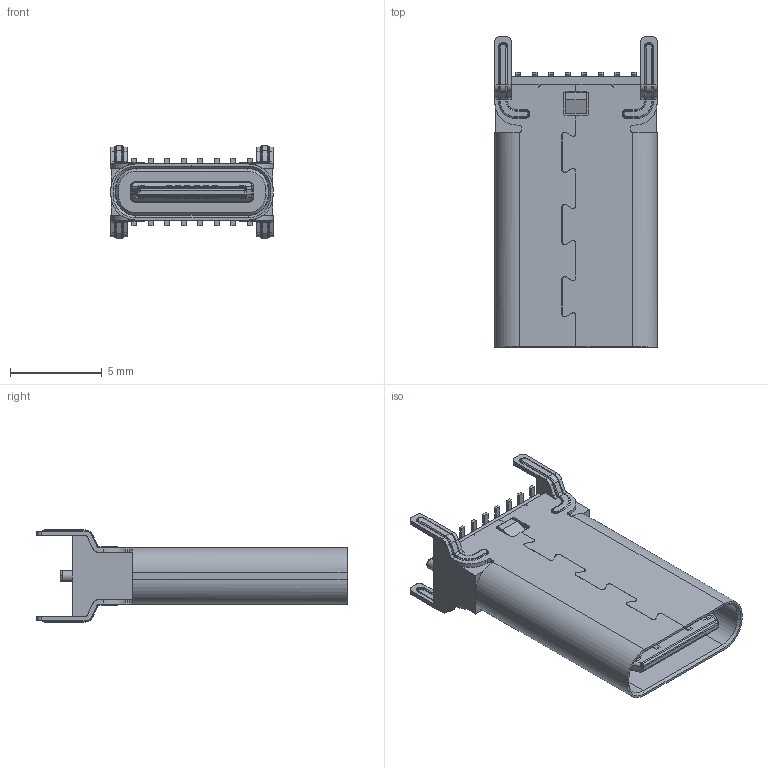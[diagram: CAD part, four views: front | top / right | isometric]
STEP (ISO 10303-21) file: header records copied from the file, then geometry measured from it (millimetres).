
FILE_DESCRIPTION((''),'2;1');
FILE_NAME('16P_15_0_7_95_SMT_','2023-11-08T',('Administrator'),(''),'PRO/ENGINEER BY PARAMETRIC TECHNOLOGY CORPORATION, 2015240','PRO/ENGINEER BY PARAMETRIC TECHNOLOGY CORPORATION, 2015240','');
FILE_SCHEMA(('CONFIG_CONTROL_DESIGN'));
Length unit declared in the file: millimetre
Products named in the file (1): 16P_15_0_7_95_SMT_
Bounding box: 8.84 x 16.9 x 5.02 mm (x, y, z)
Volume: 301 mm3; surface area: 777.8 mm2
Topology: 1 solids, 2 shells, 932 faces, 2477 edges, 1543 vertices
Faces by surface type: plane 432, cylinder 334, torus 133, bspline 16, cone 8, sphere 6, revolution 3
Entity records: 30138 total; most frequent: CARTESIAN_POINT 6681, DIRECTION 4975, ORIENTED_EDGE 4942, EDGE_CURVE 2471, AXIS2_PLACEMENT_3D 1731, VERTEX_POINT 1543, VECTOR 1510, LINE 1510
